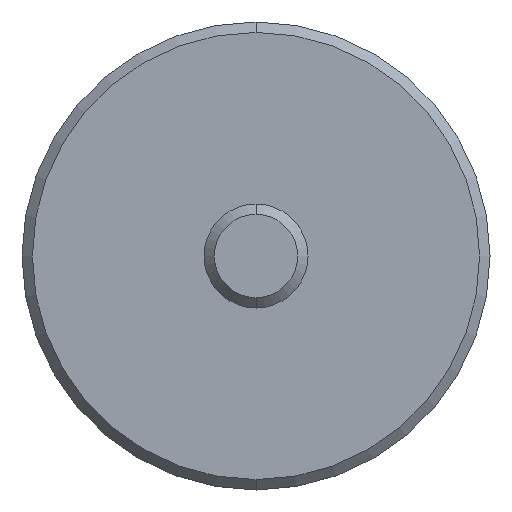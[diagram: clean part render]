
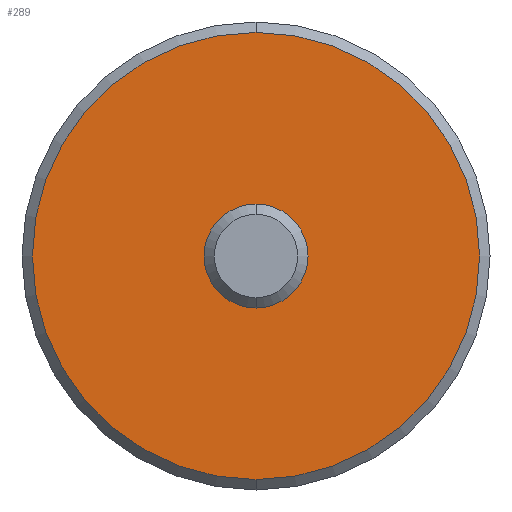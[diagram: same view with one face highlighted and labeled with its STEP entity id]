
A CAD part, front view. The second image highlights one B-rep face of the part: STEP entity #289.
In plain terms, the highlighted planar face has unit normal (0, -1, 0).
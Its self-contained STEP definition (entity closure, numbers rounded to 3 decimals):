
#4 = CARTESIAN_POINT ( 'NONE',  ( 0., 0., 4.3 ) ) ;
#14 = DIRECTION ( 'NONE',  ( 0., 0., -1. ) ) ;
#34 = ORIENTED_EDGE ( 'NONE', *, *, #343, .F. ) ;
#35 = DIRECTION ( 'NONE',  ( 0., -1., 0. ) ) ;
#57 = ORIENTED_EDGE ( 'NONE', *, *, #443, .T. ) ;
#59 = DIRECTION ( 'NONE',  ( 0., 0., -1. ) ) ;
#61 = ORIENTED_EDGE ( 'NONE', *, *, #84, .F. ) ;
#62 = AXIS2_PLACEMENT_3D ( 'NONE', #204, #174, #368 ) ;
#64 = FACE_BOUND ( 'NONE', #269, .T. ) ;
#74 = CARTESIAN_POINT ( 'NONE',  ( 0., 0., 0. ) ) ;
#84 = EDGE_CURVE ( 'NONE', #372, #394, #461, .T. ) ;
#87 = EDGE_CURVE ( 'NONE', #196, #444, #209, .T. ) ;
#107 = DIRECTION ( 'NONE',  ( 0., -1., 0. ) ) ;
#156 = CIRCLE ( 'NONE', #234, 1. ) ;
#158 = ORIENTED_EDGE ( 'NONE', *, *, #87, .T. ) ;
#174 = DIRECTION ( 'NONE',  ( 0., -1., 0. ) ) ;
#187 = CARTESIAN_POINT ( 'NONE',  ( 0., 0., 0. ) ) ;
#196 = VERTEX_POINT ( 'NONE', #237 ) ;
#198 = EDGE_LOOP ( 'NONE', ( #57, #158 ) ) ;
#204 = CARTESIAN_POINT ( 'NONE',  ( 0., 0., 0. ) ) ;
#209 = CIRCLE ( 'NONE', #276, 4.3 ) ;
#220 = DIRECTION ( 'NONE',  ( 0., -1., 0. ) ) ;
#234 = AXIS2_PLACEMENT_3D ( 'NONE', #74, #35, #252 ) ;
#235 = CARTESIAN_POINT ( 'NONE',  ( 4.5, 0., 0. ) ) ;
#237 = CARTESIAN_POINT ( 'NONE',  ( 0., 0., -4.3 ) ) ;
#252 = DIRECTION ( 'NONE',  ( 0., 0., -1. ) ) ;
#269 = EDGE_LOOP ( 'NONE', ( #61, #34 ) ) ;
#276 = AXIS2_PLACEMENT_3D ( 'NONE', #187, #304, #14 ) ;
#289 = ADVANCED_FACE ( 'NONE', ( #366, #64 ), #354, .T. ) ;
#304 = DIRECTION ( 'NONE',  ( 0., -1., 0. ) ) ;
#343 = EDGE_CURVE ( 'NONE', #394, #372, #156, .T. ) ;
#352 = CIRCLE ( 'NONE', #62, 4.3 ) ;
#354 = PLANE ( 'NONE',  #434 ) ;
#366 = FACE_OUTER_BOUND ( 'NONE', #198, .T. ) ;
#368 = DIRECTION ( 'NONE',  ( 0., 0., -1. ) ) ;
#371 = CARTESIAN_POINT ( 'NONE',  ( 0., 0., -1. ) ) ;
#372 = VERTEX_POINT ( 'NONE', #371 ) ;
#386 = CARTESIAN_POINT ( 'NONE',  ( 0., 0., 0. ) ) ;
#394 = VERTEX_POINT ( 'NONE', #536 ) ;
#434 = AXIS2_PLACEMENT_3D ( 'NONE', #235, #107, #59 ) ;
#440 = AXIS2_PLACEMENT_3D ( 'NONE', #386, #220, #508 ) ;
#443 = EDGE_CURVE ( 'NONE', #444, #196, #352, .T. ) ;
#444 = VERTEX_POINT ( 'NONE', #4 ) ;
#461 = CIRCLE ( 'NONE', #440, 1. ) ;
#508 = DIRECTION ( 'NONE',  ( 0., 0., -1. ) ) ;
#536 = CARTESIAN_POINT ( 'NONE',  ( 0., 0., 1. ) ) ;
